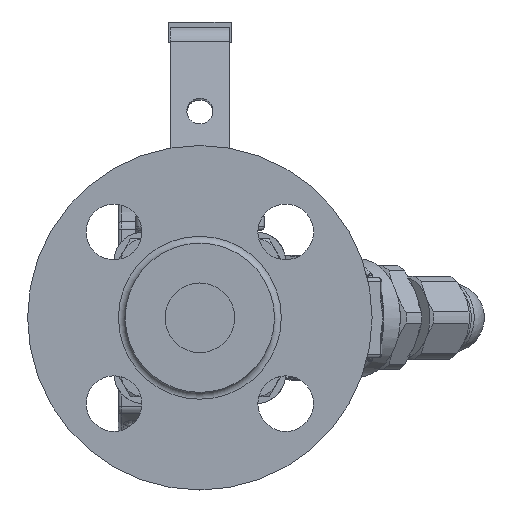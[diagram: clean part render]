
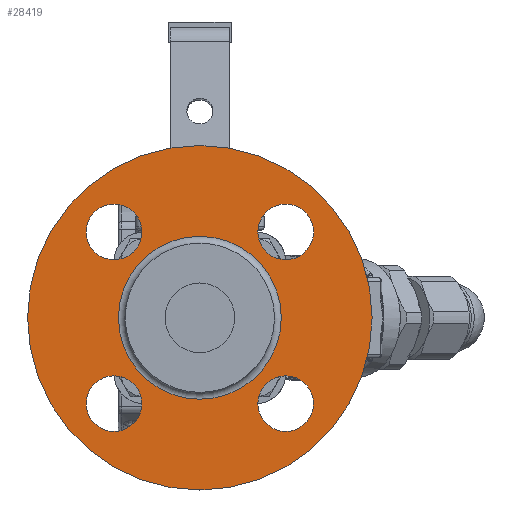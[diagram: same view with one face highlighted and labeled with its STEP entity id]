
A CAD part, left-side view. The second image highlights one B-rep face of the part: STEP entity #28419.
In plain terms, the highlighted planar face has unit normal (-1, 0, 0).
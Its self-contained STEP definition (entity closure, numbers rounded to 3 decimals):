
#2799=FACE_BOUND('',#5910,.T.);
#2800=FACE_BOUND('',#5911,.T.);
#2801=FACE_BOUND('',#5912,.T.);
#2802=FACE_BOUND('',#5913,.T.);
#2803=FACE_BOUND('',#5914,.T.);
#3080=PLANE('',#30704);
#4070=FACE_OUTER_BOUND('',#5909,.T.);
#5909=EDGE_LOOP('',(#21082));
#5910=EDGE_LOOP('',(#21083));
#5911=EDGE_LOOP('',(#21084));
#5912=EDGE_LOOP('',(#21085));
#5913=EDGE_LOOP('',(#21086));
#5914=EDGE_LOOP('',(#21087));
#10532=CIRCLE('',#30689,49.5);
#10534=CIRCLE('',#30693,8.);
#10536=CIRCLE('',#30696,8.);
#10538=CIRCLE('',#30699,8.);
#10540=CIRCLE('',#30702,8.);
#10542=CIRCLE('',#30705,23.41);
#12277=VERTEX_POINT('',#46611);
#12279=VERTEX_POINT('',#46619);
#12281=VERTEX_POINT('',#46625);
#12283=VERTEX_POINT('',#46631);
#12285=VERTEX_POINT('',#46637);
#12287=VERTEX_POINT('',#46643);
#15467=EDGE_CURVE('',#12277,#12277,#10532,.T.);
#15470=EDGE_CURVE('',#12279,#12279,#10534,.T.);
#15473=EDGE_CURVE('',#12281,#12281,#10536,.T.);
#15476=EDGE_CURVE('',#12283,#12283,#10538,.T.);
#15479=EDGE_CURVE('',#12285,#12285,#10540,.T.);
#15482=EDGE_CURVE('',#12287,#12287,#10542,.T.);
#21082=ORIENTED_EDGE('',*,*,#15467,.F.);
#21083=ORIENTED_EDGE('',*,*,#15470,.T.);
#21084=ORIENTED_EDGE('',*,*,#15473,.T.);
#21085=ORIENTED_EDGE('',*,*,#15476,.T.);
#21086=ORIENTED_EDGE('',*,*,#15479,.T.);
#21087=ORIENTED_EDGE('',*,*,#15482,.F.);
#28419=ADVANCED_FACE('',(#4070,#2799,#2800,#2801,#2802,#2803),#3080,.F.);
#30689=AXIS2_PLACEMENT_3D('',#46613,#35353,#35354);
#30693=AXIS2_PLACEMENT_3D('',#46620,#35362,#35363);
#30696=AXIS2_PLACEMENT_3D('',#46626,#35369,#35370);
#30699=AXIS2_PLACEMENT_3D('',#46632,#35376,#35377);
#30702=AXIS2_PLACEMENT_3D('',#46638,#35383,#35384);
#30704=AXIS2_PLACEMENT_3D('',#46642,#35388,#35389);
#30705=AXIS2_PLACEMENT_3D('',#46644,#35390,#35391);
#35353=DIRECTION('center_axis',(1.,0.,0.));
#35354=DIRECTION('ref_axis',(0.,0.,
-1.));
#35362=DIRECTION('center_axis',(1.,0.,0.));
#35363=DIRECTION('ref_axis',(0.,0.,1.));
#35369=DIRECTION('center_axis',(1.,0.,0.));
#35370=DIRECTION('ref_axis',(0.,-1.,0.));
#35376=DIRECTION('center_axis',(1.,0.,0.));
#35377=DIRECTION('ref_axis',(0.,0.,
-1.));
#35383=DIRECTION('center_axis',(1.,0.,0.));
#35384=DIRECTION('ref_axis',(0.,1.,0.));
#35388=DIRECTION('center_axis',(1.,0.,0.));
#35389=DIRECTION('ref_axis',(0.,0.,
-1.));
#35390=DIRECTION('center_axis',(-1.,0.,0.));
#35391=DIRECTION('ref_axis',(0.,0.,1.));
#46611=CARTESIAN_POINT('',(-176.936,18.833,47.983));
#46613=CARTESIAN_POINT('Origin',(-176.936,18.833,-1.517));
#46619=CARTESIAN_POINT('',(-176.936,43.511,15.161));
#46620=CARTESIAN_POINT('Origin',(-176.936,43.511,23.161));
#46625=CARTESIAN_POINT('',(-176.936,2.155,23.161));
#46626=CARTESIAN_POINT('Origin',(-176.936,-5.845,23.161));
#46631=CARTESIAN_POINT('',(-176.936,-5.845,-18.195));
#46632=CARTESIAN_POINT('Origin',(-176.936,-5.845,-26.195));
#46637=CARTESIAN_POINT('',(-176.936,35.511,-26.195));
#46638=CARTESIAN_POINT('Origin',(-176.936,43.511,-26.195));
#46642=CARTESIAN_POINT('Origin',(-176.936,18.833,-1.517));
#46643=CARTESIAN_POINT('',(-176.936,18.833,-24.927));
#46644=CARTESIAN_POINT('Origin',(-176.936,18.833,-1.517));
